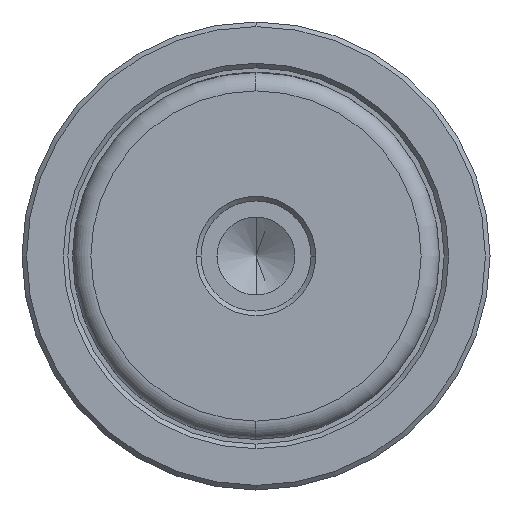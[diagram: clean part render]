
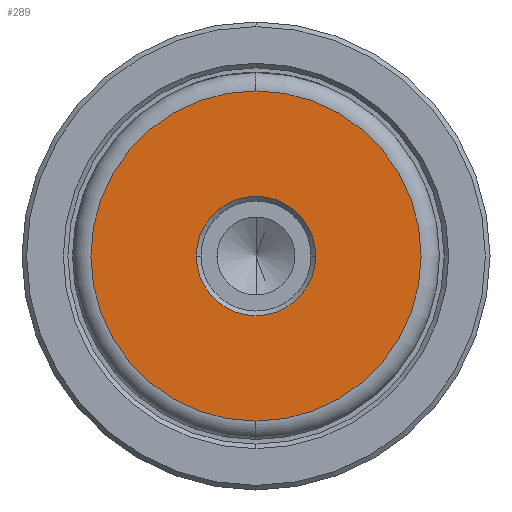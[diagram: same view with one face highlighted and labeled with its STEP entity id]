
A CAD part, left-side view. The second image highlights one B-rep face of the part: STEP entity #289.
In plain terms, the highlighted planar face has unit normal (-1, 0, 0).
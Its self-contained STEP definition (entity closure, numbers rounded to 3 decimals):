
#40 = VERTEX_POINT ( 'NONE', #603 ) ;
#102 = CARTESIAN_POINT ( 'NONE',  ( 0., 0., 0. ) ) ;
#132 = DIRECTION ( 'NONE',  ( 0., 0., 1. ) ) ;
#181 = CARTESIAN_POINT ( 'NONE',  ( 0., 0., 0. ) ) ;
#221 = AXIS2_PLACEMENT_3D ( 'NONE', #102, #1465, #296 ) ;
#283 = CIRCLE ( 'NONE', #1449, 6.5 ) ;
#289 = ADVANCED_FACE ( 'NONE', ( #423, #1926 ), #1100, .T. ) ;
#296 = DIRECTION ( 'NONE',  ( 0., 0., 1. ) ) ;
#363 = ORIENTED_EDGE ( 'NONE', *, *, #1927, .T. ) ;
#378 = DIRECTION ( 'NONE',  ( 0., 0., 1. ) ) ;
#391 = DIRECTION ( 'NONE',  ( -1., 0., 0. ) ) ;
#423 = FACE_BOUND ( 'NONE', #1641, .T. ) ;
#589 = CARTESIAN_POINT ( 'NONE',  ( 0., 6.5, 0. ) ) ;
#603 = CARTESIAN_POINT ( 'NONE',  ( 0., 0., -17.997 ) ) ;
#734 = DIRECTION ( 'NONE',  ( 1., 0., 0. ) ) ;
#736 = ORIENTED_EDGE ( 'NONE', *, *, #2273, .T. ) ;
#816 = CARTESIAN_POINT ( 'NONE',  ( 0., -6.5, 0. ) ) ;
#834 = EDGE_LOOP ( 'NONE', ( #736, #2342 ) ) ;
#977 = VERTEX_POINT ( 'NONE', #816 ) ;
#1100 = PLANE ( 'NONE',  #1592 ) ;
#1171 = EDGE_CURVE ( 'NONE', #40, #1786, #1530, .T. ) ;
#1192 = CIRCLE ( 'NONE', #2154, 6.5 ) ;
#1285 = CARTESIAN_POINT ( 'NONE',  ( 0., 0., 0. ) ) ;
#1293 = DIRECTION ( 'NONE',  ( -1., 0., 0. ) ) ;
#1351 = AXIS2_PLACEMENT_3D ( 'NONE', #1563, #391, #1753 ) ;
#1449 = AXIS2_PLACEMENT_3D ( 'NONE', #181, #1550, #378 ) ;
#1465 = DIRECTION ( 'NONE',  ( -1., 0., 0. ) ) ;
#1530 = CIRCLE ( 'NONE', #221, 17.997 ) ;
#1532 = CARTESIAN_POINT ( 'NONE',  ( 0., 0., 17.997 ) ) ;
#1550 = DIRECTION ( 'NONE',  ( 1., 0., 0. ) ) ;
#1563 = CARTESIAN_POINT ( 'NONE',  ( 0., 0., 0. ) ) ;
#1592 = AXIS2_PLACEMENT_3D ( 'NONE', #1285, #1293, #132 ) ;
#1611 = ORIENTED_EDGE ( 'NONE', *, *, #1709, .T. ) ;
#1641 = EDGE_LOOP ( 'NONE', ( #363, #1611 ) ) ;
#1690 = CIRCLE ( 'NONE', #1351, 17.997 ) ;
#1709 = EDGE_CURVE ( 'NONE', #1997, #977, #1192, .T. ) ;
#1753 = DIRECTION ( 'NONE',  ( 0., 0., 1. ) ) ;
#1786 = VERTEX_POINT ( 'NONE', #1532 ) ;
#1924 = CARTESIAN_POINT ( 'NONE',  ( 0., 0., 0. ) ) ;
#1926 = FACE_OUTER_BOUND ( 'NONE', #834, .T. ) ;
#1927 = EDGE_CURVE ( 'NONE', #977, #1997, #283, .T. ) ;
#1997 = VERTEX_POINT ( 'NONE', #589 ) ;
#2119 = DIRECTION ( 'NONE',  ( 0., 0., 1. ) ) ;
#2154 = AXIS2_PLACEMENT_3D ( 'NONE', #1924, #734, #2119 ) ;
#2273 = EDGE_CURVE ( 'NONE', #1786, #40, #1690, .T. ) ;
#2342 = ORIENTED_EDGE ( 'NONE', *, *, #1171, .T. ) ;
